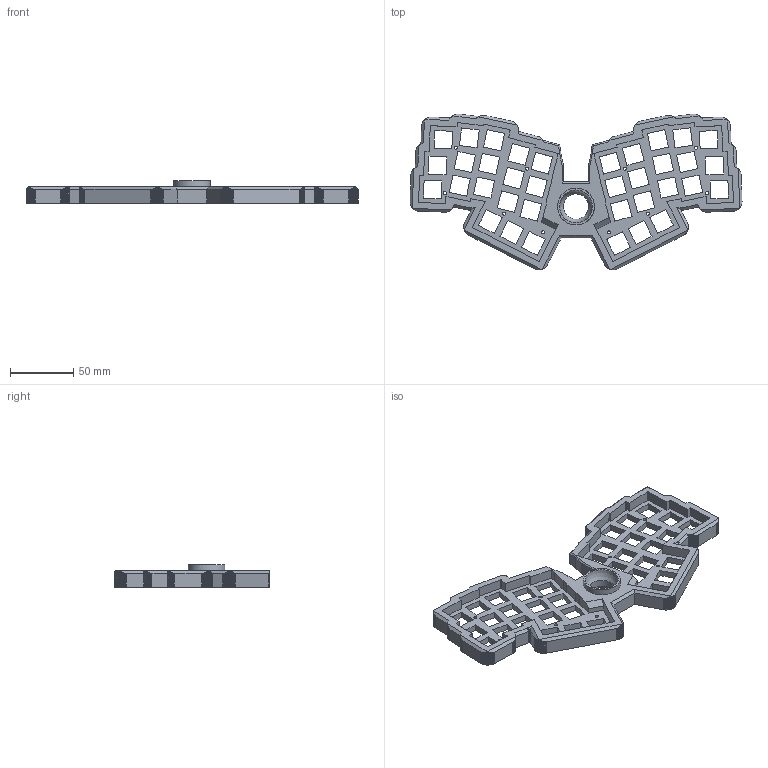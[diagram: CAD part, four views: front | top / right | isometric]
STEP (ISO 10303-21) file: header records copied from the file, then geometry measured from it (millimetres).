
FILE_DESCRIPTION(/* description */ (''),/* implementation_level */ '2;1');
FILE_NAME(/* name */ 'NewType36 TopCase.step',/* time_stamp */ '2024-04-08T14:44:07-07:00',/* author */ (''),/* organization */ (''),/* preprocessor_version */ 'ST-DEVELOPER v20',/* originating_system */ 'Autodesk Translation Framework v12.20.1.177',/* authorisation */ '');
FILE_SCHEMA (('AUTOMOTIVE_DESIGN { 1 0 10303 214 3 1 1 }'));
Length unit declared in the file: millimetre
Products named in the file (1): Now36TB
Bounding box: 261.66 x 122.84 x 17.8 mm (x, y, z)
Volume: 124073.8 mm3; surface area: 58917.9 mm2
Topology: 1 solids, 1 shells, 1544 faces, 4539 edges, 3014 vertices
Faces by surface type: plane 1510, cylinder 33, sphere 1
Full cylindrical faces by diameter (mm): 2.5 x14, 3.2 x10, 20.011 x1, 29 x1
Entity records: 50499 total; most frequent: CARTESIAN_POINT 9098, ORIENTED_EDGE 9078, DIRECTION 7702, EDGE_CURVE 4539, LINE 4466, VECTOR 4466, VERTEX_POINT 3014, EDGE_LOOP 1655
